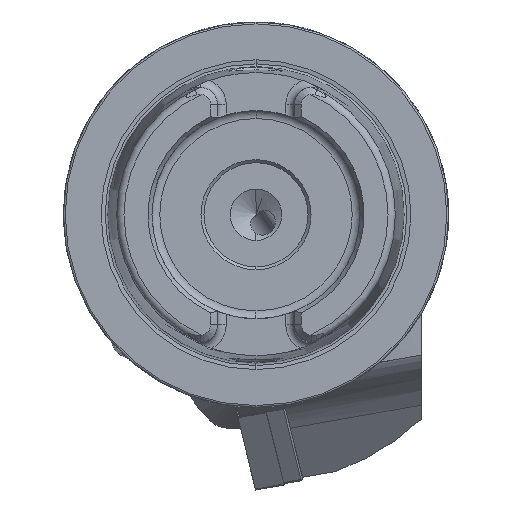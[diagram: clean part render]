
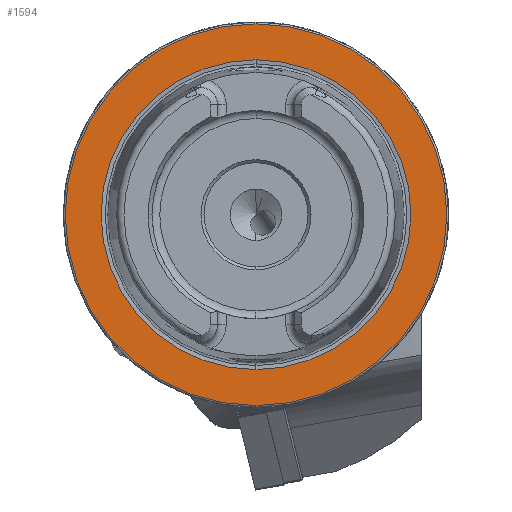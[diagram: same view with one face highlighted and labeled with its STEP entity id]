
A CAD part, left-side view. The second image highlights one B-rep face of the part: STEP entity #1594.
In plain terms, the highlighted planar face has unit normal (-1, 0, 0).
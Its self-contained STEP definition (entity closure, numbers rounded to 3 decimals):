
#7 = CARTESIAN_POINT ( 'NONE',  ( 0., 0., 0. ) ) ;
#8 = DIRECTION ( 'NONE',  ( -1., 0., 0. ) ) ;
#9 = DIRECTION ( 'NONE',  ( 0., 0., 1. ) ) ;
#18 = CARTESIAN_POINT ( 'NONE',  ( 0., 0., 0. ) ) ;
#19 = DIRECTION ( 'NONE',  ( -1., 0., 0. ) ) ;
#20 = DIRECTION ( 'NONE',  ( 0., 0., 1. ) ) ;
#1594 = ADVANCED_FACE ( 'NONE', ( #8315, #8322 ), #3248, .F. ) ;
#2470 = CARTESIAN_POINT ( 'NONE',  ( 0., 0., -31.2 ) ) ;
#2471 = CARTESIAN_POINT ( 'NONE',  ( 0., 0., 31.2 ) ) ;
#2494 = CARTESIAN_POINT ( 'NONE',  ( 0., 0., 25.324 ) ) ;
#2519 = CARTESIAN_POINT ( 'NONE',  ( 0., 0., -25.324 ) ) ;
#3224 = DIRECTION ( 'NONE',  ( 0., 0., -1. ) ) ;
#3226 = DIRECTION ( 'NONE',  ( 1., 0., 0. ) ) ;
#3229 = CARTESIAN_POINT ( 'NONE',  ( 0., 31.2, 0. ) ) ;
#3248 = PLANE ( 'NONE',  #10897 ) ;
#4594 = EDGE_LOOP ( 'NONE', ( #5286, #5285 ) ) ;
#4598 = EDGE_LOOP ( 'NONE', ( #5284, #5282 ) ) ;
#5282 = ORIENTED_EDGE ( 'NONE', *, *, #15041, .T. ) ;
#5284 = ORIENTED_EDGE ( 'NONE', *, *, #14749, .T. ) ;
#5285 = ORIENTED_EDGE ( 'NONE', *, *, #14745, .F. ) ;
#5286 = ORIENTED_EDGE ( 'NONE', *, *, #15042, .F. ) ;
#6230 = CARTESIAN_POINT ( 'NONE',  ( 0., 0., 0. ) ) ;
#6231 = DIRECTION ( 'NONE',  ( -1., 0., 0. ) ) ;
#6232 = DIRECTION ( 'NONE',  ( 0., 0., 1. ) ) ;
#6233 = CARTESIAN_POINT ( 'NONE',  ( 0., 0., 0. ) ) ;
#6234 = DIRECTION ( 'NONE',  ( -1., 0., 0. ) ) ;
#6235 = DIRECTION ( 'NONE',  ( 0., 0., 1. ) ) ;
#6854 = AXIS2_PLACEMENT_3D ( 'NONE', #7, #8, #9 ) ;
#6857 = AXIS2_PLACEMENT_3D ( 'NONE', #18, #19, #20 ) ;
#6946 = AXIS2_PLACEMENT_3D ( 'NONE', #6230, #6231, #6232 ) ;
#6947 = AXIS2_PLACEMENT_3D ( 'NONE', #6233, #6234, #6235 ) ;
#8315 = FACE_BOUND ( 'NONE', #4594, .T. ) ;
#8322 = FACE_OUTER_BOUND ( 'NONE', #4598, .T. ) ;
#10772 = VERTEX_POINT ( 'NONE', #2519 ) ;
#10796 = VERTEX_POINT ( 'NONE', #2494 ) ;
#10819 = VERTEX_POINT ( 'NONE', #2471 ) ;
#10820 = VERTEX_POINT ( 'NONE', #2470 ) ;
#10897 = AXIS2_PLACEMENT_3D ( 'NONE', #3229, #3226, #3224 ) ;
#14745 = EDGE_CURVE ( 'NONE', #10772, #10796, #15676, .T. ) ;
#14749 = EDGE_CURVE ( 'NONE', #10819, #10820, #15683, .T. ) ;
#15041 = EDGE_CURVE ( 'NONE', #10820, #10819, #15961, .T. ) ;
#15042 = EDGE_CURVE ( 'NONE', #10796, #10772, #15960, .T. ) ;
#15676 = CIRCLE ( 'NONE', #6854, 25.324 ) ;
#15683 = CIRCLE ( 'NONE', #6857, 31.2 ) ;
#15960 = CIRCLE ( 'NONE', #6947, 25.324 ) ;
#15961 = CIRCLE ( 'NONE', #6946, 31.2 ) ;
